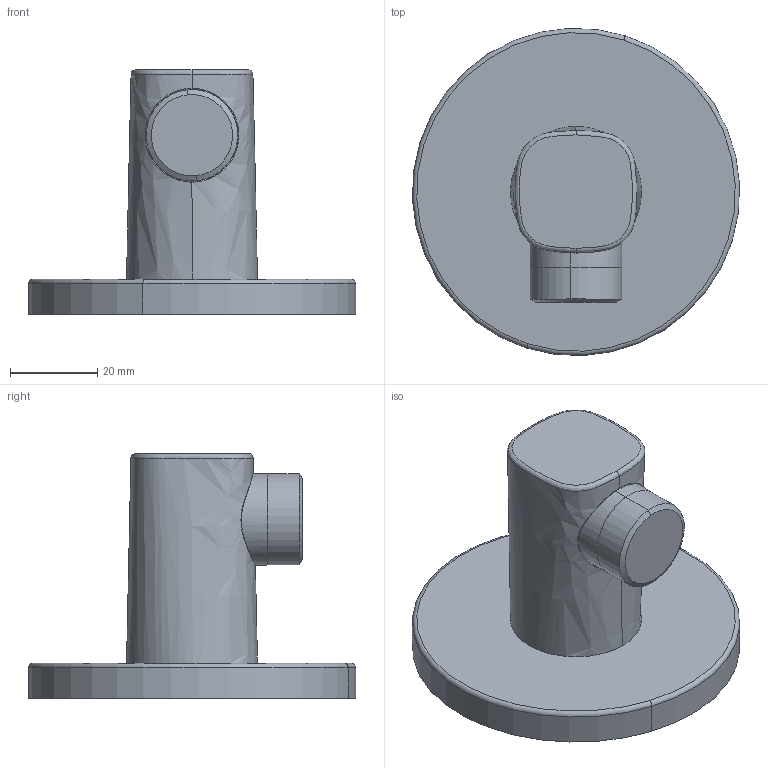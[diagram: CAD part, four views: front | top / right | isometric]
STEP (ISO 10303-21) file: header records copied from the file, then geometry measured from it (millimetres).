
FILE_DESCRIPTION (( 'STEP AP203' ), '1' );
FILE_NAME ('223303(2017)+51180163.STEP', '2017-03-14T10:35:51', ( '' ), ( '' ), 'SwSTEP 2.0', 'SolidWorks 2016', '' );
FILE_SCHEMA (( 'CONFIG_CONTROL_DESIGN' ));
Length unit declared in the file: millimetre
Products named in the file (1): 223303(2017)+51180163
Bounding box: 74.93 x 74.93 x 56 mm (x, y, z)
Volume: 72715.1 mm3; surface area: 15840.1 mm2
Topology: 1 solids, 1 shells, 20 faces, 43 edges, 28 vertices
Faces by surface type: cylinder 6, plane 5, bspline 5, cone 2, torus 2
Entity records: 2349 total; most frequent: CARTESIAN_POINT 1874, ORIENTED_EDGE 86, DIRECTION 72, EDGE_CURVE 43, AXIS2_PLACEMENT_3D 32, VERTEX_POINT 28, EDGE_LOOP 23, FACE_OUTER_BOUND 20
